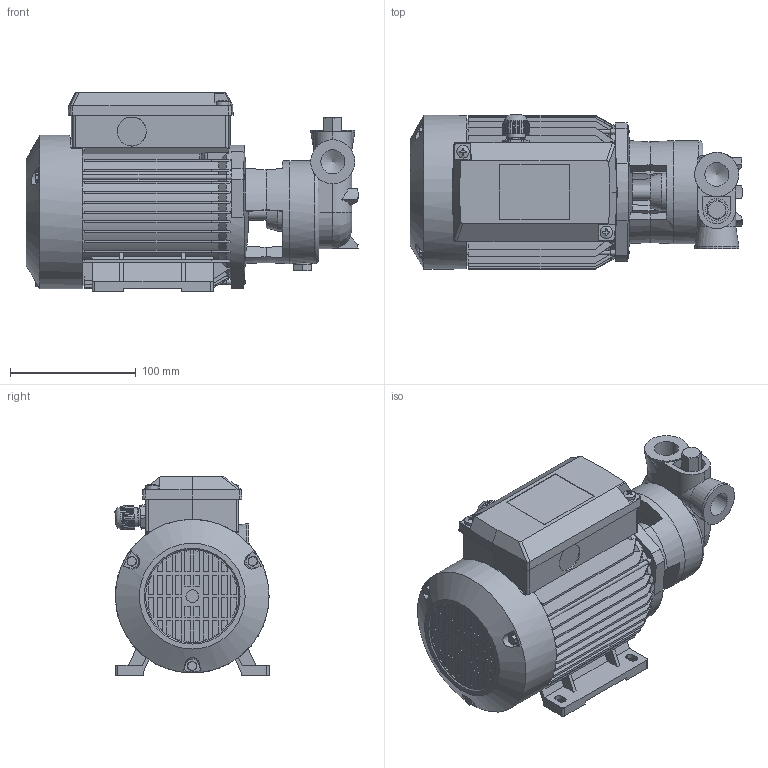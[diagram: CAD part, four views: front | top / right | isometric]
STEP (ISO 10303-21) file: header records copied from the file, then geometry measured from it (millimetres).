
FILE_DESCRIPTION(('STEP AP214'),'2;1');
FILE_NAME('4_93_453_01_REV00.stp','2014-05-05T09:29:12',(''),(''),'2014.1.117','THINKDESIGN','');
FILE_SCHEMA(('AUTOMOTIVE_DESIGN'));
Length unit declared in the file: millimetre
Bounding box: 263.6 x 122.35 x 158 mm (x, y, z)
Volume: 2295812.3 mm3; surface area: 284927.4 mm2
Topology: 5 solids, 5 shells, 1093 faces, 3024 edges, 2006 vertices
Faces by surface type: plane 765, cylinder 183, bspline 145
Full cylindrical faces by diameter (mm): 3.5 x3, 4 x6, 8.4 x2, 9.728 x2, 10 x4, 10.5 x1, 11.5 x1, 12.5 x1, 13.4 x1, 14 x2, 14.16 x1, 15 x1, 16 x1, 18 x2, 19 x2, 23 x2, 28.5 x1, 35 x2, 82 x1, 106 x1, 122 x1
Entity records: 48000 total; most frequent: CARTESIAN_POINT 10951, ORIENTED_EDGE 6034, DIRECTION 5115, EDGE_CURVE 3017, VERTEX_POINT 2006, VECTOR 2003, LINE 2003, AXIS2_PLACEMENT_3D 1556
